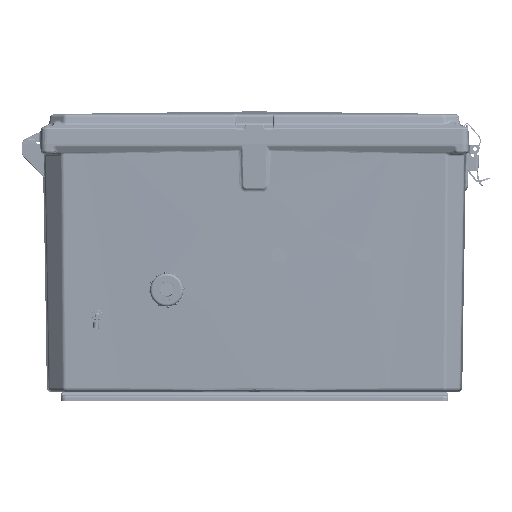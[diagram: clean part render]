
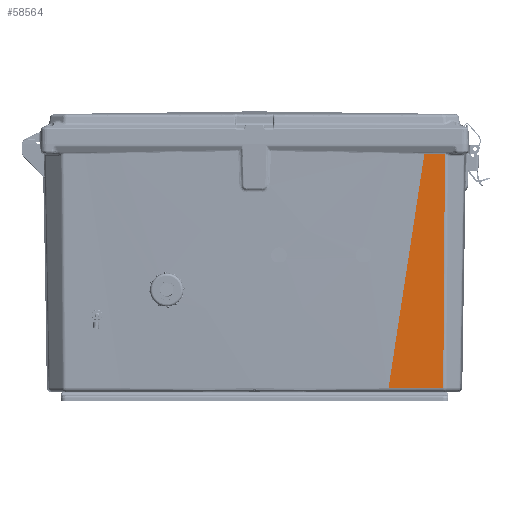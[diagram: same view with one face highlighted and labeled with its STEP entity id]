
A CAD part, front view. The second image highlights one B-rep face of the part: STEP entity #58564.
In plain terms, the highlighted face is planar.
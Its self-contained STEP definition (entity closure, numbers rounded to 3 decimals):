
#7562 = EDGE_CURVE ( 'NONE', #170651, #88369, #231000, .T. ) ;
#20723 = EDGE_CURVE ( 'NONE', #170651, #45304, #46030, .T. ) ;
#24203 = PLANE ( 'NONE',  #207415 ) ;
#35571 = CARTESIAN_POINT ( 'NONE',  ( -248.491, -231.883, -189.165 ) ) ;
#38328 = CARTESIAN_POINT ( 'NONE',  ( -92.547, -234.605, -190.293 ) ) ;
#40063 = ORIENTED_EDGE ( 'NONE', *, *, #137405, .T. ) ;
#42746 = ORIENTED_EDGE ( 'NONE', *, *, #160893, .T. ) ;
#45304 = VERTEX_POINT ( 'NONE', #152955 ) ;
#46030 = B_SPLINE_CURVE_WITH_KNOTS ( 'NONE', 3,
 ( #189099, #112420, #38328, #75099 ),
 .UNSPECIFIED., .F., .F.,
 ( 4, 4 ),
 ( 0., 1. ),
 .UNSPECIFIED. ) ;
#50591 = CARTESIAN_POINT ( 'NONE',  ( -248.492, -231.883, -152.645 ) ) ;
#58564 = ADVANCED_FACE ( 'NONE', ( #192660 ), #24203, .T. ) ;
#59229 = ORIENTED_EDGE ( 'NONE', *, *, #20723, .T. ) ;
#65471 = VERTEX_POINT ( 'NONE', #218605 ) ;
#66712 = DIRECTION ( 'NONE',  ( 0., 0., 1. ) ) ;
#72486 = B_SPLINE_CURVE_WITH_KNOTS ( 'NONE', 3,
 ( #183188, #84990, #124064, #224848 ),
 .UNSPECIFIED., .F., .F.,
 ( 4, 4 ),
 ( 0., 1. ),
 .UNSPECIFIED. ) ;
#75099 = CARTESIAN_POINT ( 'NONE',  ( -14.575, -235.965, -190.856 ) ) ;
#82455 = DIRECTION ( 'NONE',  ( -0.017, -1., 0. ) ) ;
#84990 = CARTESIAN_POINT ( 'NONE',  ( -101.731, -234.444, -156.878 ) ) ;
#88369 = VERTEX_POINT ( 'NONE', #219308 ) ;
#112420 = CARTESIAN_POINT ( 'NONE',  ( -170.519, -233.244, -189.729 ) ) ;
#112953 = VECTOR ( 'NONE', #66712, 1000. ) ;
#120675 = CARTESIAN_POINT ( 'NONE',  ( 0., -236.22, 227.636 ) ) ;
#124064 = CARTESIAN_POINT ( 'NONE',  ( -179.703, -233.083, -144.924 ) ) ;
#126384 = DIRECTION ( 'NONE',  ( 1., -0.017, 0. ) ) ;
#127459 = EDGE_LOOP ( 'NONE', ( #59229, #42746, #40063, #165894 ) ) ;
#133804 = LINE ( 'NONE', #237523, #112953 ) ;
#137405 = EDGE_CURVE ( 'NONE', #65471, #88369, #72486, .T. ) ;
#152955 = CARTESIAN_POINT ( 'NONE',  ( -14.575, -235.965, -190.856 ) ) ;
#154115 = CARTESIAN_POINT ( 'NONE',  ( -248.491, -231.883, -189.165 ) ) ;
#160893 = EDGE_CURVE ( 'NONE', #45304, #65471, #133804, .T. ) ;
#165894 = ORIENTED_EDGE ( 'NONE', *, *, #7562, .F. ) ;
#170651 = VERTEX_POINT ( 'NONE', #154115 ) ;
#183188 = CARTESIAN_POINT ( 'NONE',  ( -14.575, -235.966, -170.245 ) ) ;
#183836 = CARTESIAN_POINT ( 'NONE',  ( -248.492, -231.883, -134.384 ) ) ;
#186308 = CARTESIAN_POINT ( 'NONE',  ( -248.492, -231.883, -170.905 ) ) ;
#189099 = CARTESIAN_POINT ( 'NONE',  ( -248.491, -231.883, -189.165 ) ) ;
#192660 = FACE_OUTER_BOUND ( 'NONE', #127459, .T. ) ;
#207415 = AXIS2_PLACEMENT_3D ( 'NONE', #120675, #82455, #126384 ) ;
#218605 = CARTESIAN_POINT ( 'NONE',  ( -14.575, -235.966, -170.245 ) ) ;
#219308 = CARTESIAN_POINT ( 'NONE',  ( -248.492, -231.883, -134.384 ) ) ;
#224848 = CARTESIAN_POINT ( 'NONE',  ( -248.492, -231.883, -134.384 ) ) ;
#231000 = B_SPLINE_CURVE_WITH_KNOTS ( 'NONE', 3,
 ( #35571, #186308, #50591, #183836 ),
 .UNSPECIFIED., .F., .F.,
 ( 4, 4 ),
 ( 0., 1. ),
 .UNSPECIFIED. ) ;
#237523 = CARTESIAN_POINT ( 'NONE',  ( -14.575, -235.966, 227.636 ) ) ;
